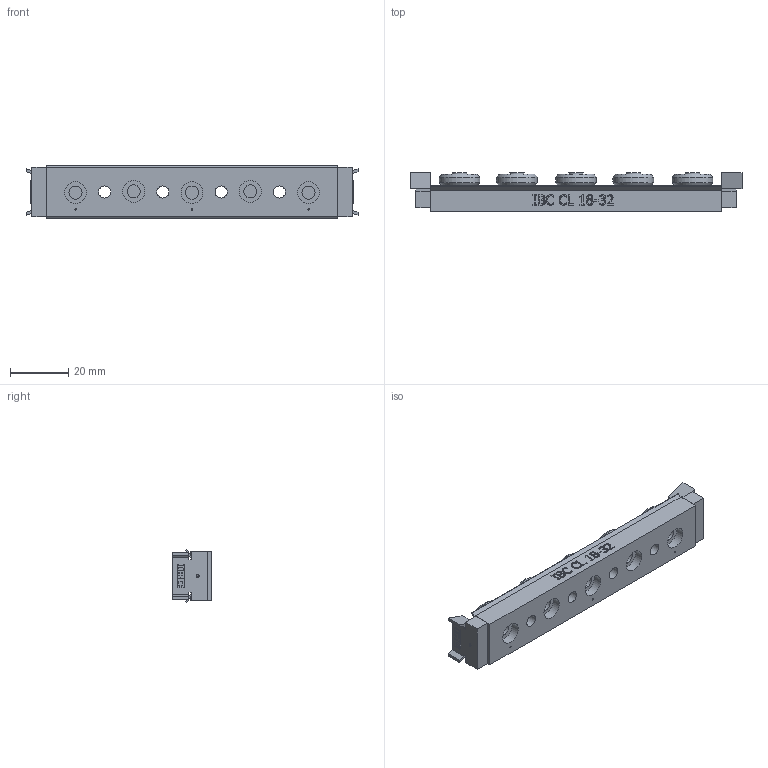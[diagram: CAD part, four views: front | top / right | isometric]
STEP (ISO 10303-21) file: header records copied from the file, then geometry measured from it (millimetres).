
FILE_DESCRIPTION((''),'2;1');
FILE_NAME('CL 18-32.2RS.AUS.stp','2016-02-10T13:10:52',('MRathmann'),(''),'Autodesk Inventor 2012','Autodesk Inventor 2012','');
FILE_SCHEMA(('CONFIG_CONTROL_DESIGN'));
Length unit declared in the file: millimetre
Products named in the file (5): CL 18-32.2RS.AUS; LL.CL 18-32; Dummy 14-18 ; D-ABS U18; Abstreiferlippe-100mm
Assembly tree (10 placements, depth 2):
  CL 18-32.2RS.AUS
    LL.CL 18-32
    Dummy 14-18   x5
    D-ABS U18  x2
    Abstreiferlippe-100mm  x2
Bounding box: 114 x 13.25 x 18.28 mm (x, y, z)
Volume: 15826 mm3; surface area: 16289.8 mm2
Topology: 10 solids, 10 shells, 462 faces, 1162 edges, 769 vertices
Faces by surface type: plane 265, bspline 101, cylinder 81, cone 15
Full cylindrical faces by diameter (mm): 0.5 x3, 1 x2, 2.459 x2, 4.134 x4, 4.5 x5, 5 x5, 6 x10, 7.5 x5, 9 x5
Entity records: 10889 total; most frequent: CARTESIAN_POINT 3287, ORIENTED_EDGE 1634, DIRECTION 1219, EDGE_CURVE 817, VERTEX_POINT 564, VECTOR 525, LINE 525, EDGE_LOOP 417
